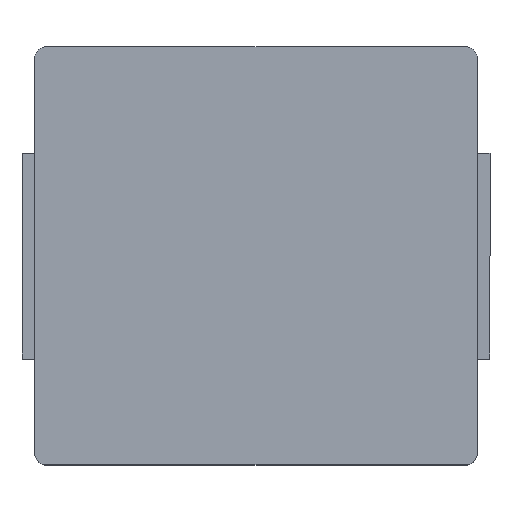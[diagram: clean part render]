
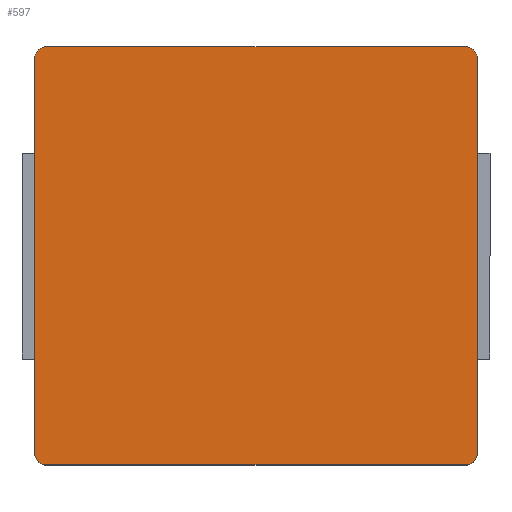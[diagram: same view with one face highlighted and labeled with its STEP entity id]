
A CAD part, top view. The second image highlights one B-rep face of the part: STEP entity #597.
In plain terms, the highlighted planar face has unit normal (0, 0, 1).
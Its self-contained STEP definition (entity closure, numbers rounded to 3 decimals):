
#342=CARTESIAN_POINT('',(-3.55,3.15,4.0));
#343=VERTEX_POINT('',#342);
#350=CARTESIAN_POINT('',(-3.35,3.35,4.0));
#351=VERTEX_POINT('',#350);
#352=CARTESIAN_POINT('',(-3.35,3.15,4.0));
#353=DIRECTION('',(0.0,0.0,1.0));
#354=DIRECTION('',(0.0,1.0,0.0));
#355=AXIS2_PLACEMENT_3D('',#352,#353,#354);
#356=CIRCLE('',#355,0.2);
#357=EDGE_CURVE('',#351,#343,#356,.T.);
#382=CARTESIAN_POINT('',(3.35,3.35,4.0));
#383=VERTEX_POINT('',#382);
#384=CARTESIAN_POINT('',(3.35,3.35,4.0));
#385=DIRECTION('',(-1.0,0.0,0.0));
#386=VECTOR('',#385,6.7);
#387=LINE('',#384,#386);
#388=EDGE_CURVE('',#383,#351,#387,.T.);
#414=CARTESIAN_POINT('',(3.55,3.15,4.0));
#415=VERTEX_POINT('',#414);
#416=CARTESIAN_POINT('',(3.35,3.15,4.0));
#417=DIRECTION('',(0.0,0.0,1.0));
#418=DIRECTION('',(1.0,0.0,0.0));
#419=AXIS2_PLACEMENT_3D('',#416,#417,#418);
#420=CIRCLE('',#419,0.2);
#421=EDGE_CURVE('',#415,#383,#420,.T.);
#446=CARTESIAN_POINT('',(3.55,-3.15,4.0));
#447=VERTEX_POINT('',#446);
#448=CARTESIAN_POINT('',(3.55,-3.15,4.0));
#449=DIRECTION('',(0.0,1.0,0.0));
#450=VECTOR('',#449,6.3);
#451=LINE('',#448,#450);
#452=EDGE_CURVE('',#447,#415,#451,.T.);
#478=CARTESIAN_POINT('',(3.35,-3.35,4.0));
#479=VERTEX_POINT('',#478);
#480=CARTESIAN_POINT('',(3.35,-3.15,4.0));
#481=DIRECTION('',(0.0,0.0,1.0));
#482=DIRECTION('',(0.0,-1.0,0.0));
#483=AXIS2_PLACEMENT_3D('',#480,#481,#482);
#484=CIRCLE('',#483,0.2);
#485=EDGE_CURVE('',#479,#447,#484,.T.);
#510=CARTESIAN_POINT('',(-3.35,-3.35,4.0));
#511=VERTEX_POINT('',#510);
#512=CARTESIAN_POINT('',(-3.35,-3.35,4.0));
#513=DIRECTION('',(1.0,0.0,0.0));
#514=VECTOR('',#513,6.7);
#515=LINE('',#512,#514);
#516=EDGE_CURVE('',#511,#479,#515,.T.);
#542=CARTESIAN_POINT('',(-3.55,-3.15,4.0));
#543=VERTEX_POINT('',#542);
#544=CARTESIAN_POINT('',(-3.35,-3.15,4.0));
#545=DIRECTION('',(0.0,0.0,1.0));
#546=DIRECTION('',(-1.0,0.0,0.0));
#547=AXIS2_PLACEMENT_3D('',#544,#545,#546);
#548=CIRCLE('',#547,0.2);
#549=EDGE_CURVE('',#543,#511,#548,.T.);
#572=CARTESIAN_POINT('',(-3.55,3.15,4.0));
#573=DIRECTION('',(0.0,-1.0,0.0));
#574=VECTOR('',#573,6.3);
#575=LINE('',#572,#574);
#576=EDGE_CURVE('',#343,#543,#575,.T.);
#582=CARTESIAN_POINT('',(0.,0.0,4.0));
#583=DIRECTION('',(0.0,0.0,1.0));
#584=DIRECTION('',(1.0,0.0,0.0));
#585=AXIS2_PLACEMENT_3D('',#582,#583,#584);
#586=PLANE('',#585);
#587=ORIENTED_EDGE('',*,*,#576,.T.);
#588=ORIENTED_EDGE('',*,*,#549,.T.);
#589=ORIENTED_EDGE('',*,*,#516,.T.);
#590=ORIENTED_EDGE('',*,*,#485,.T.);
#591=ORIENTED_EDGE('',*,*,#452,.T.);
#592=ORIENTED_EDGE('',*,*,#421,.T.);
#593=ORIENTED_EDGE('',*,*,#388,.T.);
#594=ORIENTED_EDGE('',*,*,#357,.T.);
#595=EDGE_LOOP('',(#587,#588,#589,#590,#591,#592,#593,#594));
#596=FACE_OUTER_BOUND('',#595,.T.);
#597=ADVANCED_FACE('',(#596),#586,.T.);
